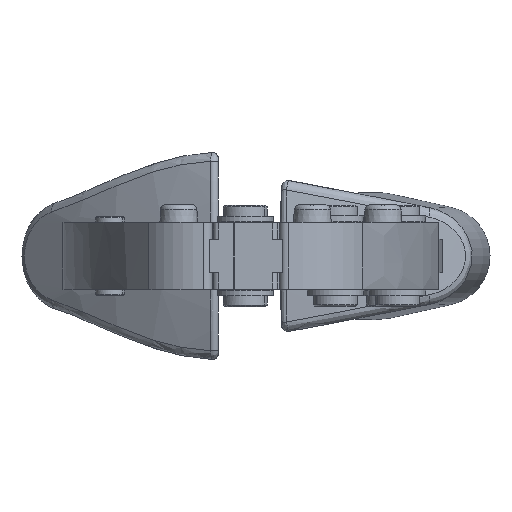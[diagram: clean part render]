
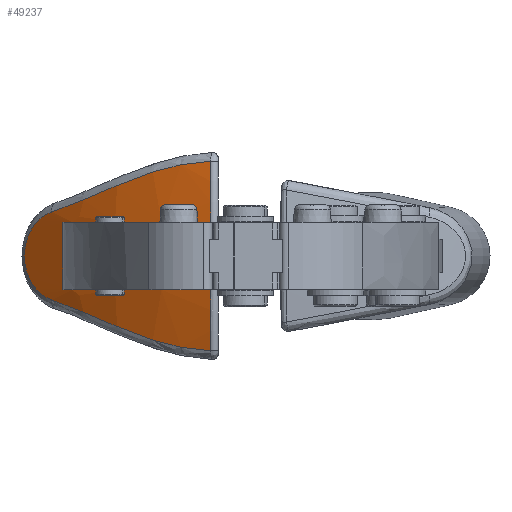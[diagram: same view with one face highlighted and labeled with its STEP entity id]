
A CAD part, left-side view. The second image highlights one B-rep face of the part: STEP entity #49237.
In plain terms, the highlighted spherical face has radius 86.8 mm.
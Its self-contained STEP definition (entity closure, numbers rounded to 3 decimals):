
#9203=AXIS2_PLACEMENT_3D('Circle Axis2P3D',#9201,#9202,$) ;
#13065=AXIS2_PLACEMENT_3D('Circle Axis2P3D',#13063,#13064,$) ;
#49216=AXIS2_PLACEMENT_3D('Sphere Axis2P3D',#49213,#49214,#49215) ;
#3561=CARTESIAN_POINT('Vertex',(79.584,75.415,24.784)) ;
#3652=CARTESIAN_POINT('Vertex',(64.24,50.38,24.784)) ;
#3656=CARTESIAN_POINT('Control Point',(64.24,50.38,24.784)) ;
#3657=CARTESIAN_POINT('Control Point',(66.426,55.862,24.784)) ;
#3658=CARTESIAN_POINT('Control Point',(69.079,61.157,24.784)) ;
#3659=CARTESIAN_POINT('Control Point',(72.178,66.213,24.784)) ;
#3660=CARTESIAN_POINT('Control Point',(75.693,70.98,24.784)) ;
#3661=CARTESIAN_POINT('Control Point',(79.584,75.415,24.784)) ;
#8871=CARTESIAN_POINT('Vertex',(79.584,75.415,12.584)) ;
#8880=CARTESIAN_POINT('Control Point',(79.584,75.415,24.784)) ;
#8881=CARTESIAN_POINT('Control Point',(79.254,75.472,20.727)) ;
#8882=CARTESIAN_POINT('Control Point',(79.254,75.472,16.642)) ;
#8883=CARTESIAN_POINT('Control Point',(79.584,75.415,12.584)) ;
#9198=CARTESIAN_POINT('Vertex',(65.85,50.401,35.777)) ;
#9201=CARTESIAN_POINT('Axis2P3D Location',(144.226,51.441,18.684)) ;
#13033=CARTESIAN_POINT('Vertex',(65.85,50.401,1.592)) ;
#13060=CARTESIAN_POINT('Vertex',(64.24,50.38,12.584)) ;
#13063=CARTESIAN_POINT('Axis2P3D Location',(144.226,51.441,18.684)) ;
#33775=CARTESIAN_POINT('Control Point',(65.85,50.401,1.592)) ;
#33776=CARTESIAN_POINT('Control Point',(67.143,53.63,1.692)) ;
#33777=CARTESIAN_POINT('Control Point',(68.507,56.782,2.204)) ;
#33778=CARTESIAN_POINT('Control Point',(69.931,59.814,3.067)) ;
#33779=CARTESIAN_POINT('Control Point',(73.013,65.726,5.189)) ;
#33780=CARTESIAN_POINT('Control Point',(76.623,71.232,7.632)) ;
#33781=CARTESIAN_POINT('Control Point',(78.62,73.932,8.83)) ;
#33782=CARTESIAN_POINT('Control Point',(80.817,76.56,9.906)) ;
#33783=CARTESIAN_POINT('Control Point',(83.226,79.105,10.756)) ;
#33784=CARTESIAN_POINT('Vertex',(83.226,79.105,10.756)) ;
#33946=CARTESIAN_POINT('Vertex',(83.226,79.105,26.613)) ;
#33950=CARTESIAN_POINT('Control Point',(83.226,79.105,10.756)) ;
#33951=CARTESIAN_POINT('Control Point',(83.994,79.916,11.02)) ;
#33952=CARTESIAN_POINT('Control Point',(84.729,80.687,11.448)) ;
#33953=CARTESIAN_POINT('Control Point',(85.398,81.384,12.02)) ;
#33954=CARTESIAN_POINT('Control Point',(86.532,82.56,13.338)) ;
#33955=CARTESIAN_POINT('Control Point',(87.307,83.357,14.947)) ;
#33956=CARTESIAN_POINT('Control Point',(87.593,83.649,15.776)) ;
#33957=CARTESIAN_POINT('Control Point',(87.84,83.901,16.863)) ;
#33958=CARTESIAN_POINT('Control Point',(87.937,83.999,17.97)) ;
#33959=CARTESIAN_POINT('Control Point',(87.95,84.014,18.208)) ;
#33960=CARTESIAN_POINT('Control Point',(87.957,84.021,18.446)) ;
#33961=CARTESIAN_POINT('Control Point',(87.957,84.021,18.684)) ;
#33962=CARTESIAN_POINT('Vertex',(87.957,84.021,18.684)) ;
#33966=CARTESIAN_POINT('Control Point',(87.957,84.021,18.684)) ;
#33967=CARTESIAN_POINT('Control Point',(87.957,84.021,19.32)) ;
#33968=CARTESIAN_POINT('Control Point',(87.908,83.971,19.955)) ;
#33969=CARTESIAN_POINT('Control Point',(87.81,83.87,20.585)) ;
#33970=CARTESIAN_POINT('Control Point',(87.339,83.39,22.562)) ;
#33971=CARTESIAN_POINT('Control Point',(86.374,82.399,24.354)) ;
#33972=CARTESIAN_POINT('Control Point',(85.483,81.477,25.432)) ;
#33973=CARTESIAN_POINT('Control Point',(84.392,80.336,26.212)) ;
#33974=CARTESIAN_POINT('Control Point',(83.226,79.105,26.613)) ;
#34069=CARTESIAN_POINT('Control Point',(65.85,50.401,35.777)) ;
#34070=CARTESIAN_POINT('Control Point',(67.117,53.566,35.679)) ;
#34071=CARTESIAN_POINT('Control Point',(68.453,56.658,35.185)) ;
#34072=CARTESIAN_POINT('Control Point',(69.847,59.635,34.353)) ;
#34073=CARTESIAN_POINT('Control Point',(72.917,65.56,32.254)) ;
#34074=CARTESIAN_POINT('Control Point',(76.508,71.076,29.806)) ;
#34075=CARTESIAN_POINT('Control Point',(78.535,73.83,28.581)) ;
#34076=CARTESIAN_POINT('Control Point',(80.77,76.511,27.479)) ;
#34077=CARTESIAN_POINT('Control Point',(83.226,79.105,26.613)) ;
#49213=CARTESIAN_POINT('Axis2P3D Location',(144.666,18.306,18.684)) ;
#49219=CARTESIAN_POINT('Control Point',(64.24,50.38,12.584)) ;
#49220=CARTESIAN_POINT('Control Point',(66.429,55.868,12.584)) ;
#49221=CARTESIAN_POINT('Control Point',(69.087,61.169,12.584)) ;
#49222=CARTESIAN_POINT('Control Point',(72.174,66.206,12.585)) ;
#49223=CARTESIAN_POINT('Control Point',(75.691,70.978,12.584)) ;
#49224=CARTESIAN_POINT('Control Point',(79.584,75.415,12.584)) ;
#9202=DIRECTION('Axis2P3D Direction',(-0.013,1.,0.)) ;
#13064=DIRECTION('Axis2P3D Direction',(-0.013,1.,0.)) ;
#49214=DIRECTION('Axis2P3D Direction',(0.,-1.,0.)) ;
#49215=DIRECTION('Axis2P3D XDirection',(-0.94,0.,0.342)) ;
#49227=ORIENTED_EDGE('',*,*,#9205,.T.) ;
#49228=ORIENTED_EDGE('',*,*,#34078,.T.) ;
#49229=ORIENTED_EDGE('',*,*,#33975,.T.) ;
#49230=ORIENTED_EDGE('',*,*,#33964,.T.) ;
#49231=ORIENTED_EDGE('',*,*,#33786,.T.) ;
#49232=ORIENTED_EDGE('',*,*,#13067,.T.) ;
#49233=ORIENTED_EDGE('',*,*,#49225,.T.) ;
#49234=ORIENTED_EDGE('',*,*,#8884,.F.) ;
#49235=ORIENTED_EDGE('',*,*,#3662,.F.) ;
#49237=ADVANCED_FACE('Hauptk\X2\00F6\X0\rper',(#49236),#49217,.T.) ;
#3655=B_SPLINE_CURVE_WITH_KNOTS('',5,(#3656,#3657,#3658,#3659,#3660,#3661),.UNSPECIFIED.,.F.,.U.,(6,6),(0.,41.745),.UNSPECIFIED.) ;
#8879=B_SPLINE_CURVE_WITH_KNOTS('',3,(#8880,#8881,#8882,#8883),.UNSPECIFIED.,.F.,.U.,(4,4),(0.,17.282),.UNSPECIFIED.) ;
#33774=B_SPLINE_CURVE_WITH_KNOTS('',5,(#33775,#33776,#33777,#33778,#33779,#33780,#33781,#33782,#33783),.UNSPECIFIED.,.F.,.U.,(6,3,6),(12.602,29.919,47.669),.UNSPECIFIED.) ;
#33949=B_SPLINE_CURVE_WITH_KNOTS('',5,(#33950,#33951,#33952,#33953,#33954,#33955,#33956,#33957,#33958,#33959,#33960,#33961),.UNSPECIFIED.,.F.,.U.,(6,3,3,6),(25.579,31.479,37.085,38.616),.UNSPECIFIED.) ;
#33965=B_SPLINE_CURVE_WITH_KNOTS('',5,(#33966,#33967,#33968,#33969,#33970,#33971,#33972,#33973,#33974),.UNSPECIFIED.,.F.,.U.,(6,3,6),(38.616,42.7,51.655),.UNSPECIFIED.) ;
#34068=B_SPLINE_CURVE_WITH_KNOTS('',5,(#34069,#34070,#34071,#34072,#34073,#34074,#34075,#34076,#34077),.UNSPECIFIED.,.F.,.U.,(6,3,6),(12.602,29.576,47.668),.UNSPECIFIED.) ;
#49218=B_SPLINE_CURVE_WITH_KNOTS('',5,(#49219,#49220,#49221,#49222,#49223,#49224),.UNSPECIFIED.,.F.,.U.,(6,6),(0.,41.795),.UNSPECIFIED.) ;
#9204=CIRCLE('generated circle',#9203,80.225) ;
#13066=CIRCLE('generated circle',#13065,80.225) ;
#3662=EDGE_CURVE('',#3653,#3562,#3655,.T.) ;
#8884=EDGE_CURVE('',#3562,#8872,#8879,.T.) ;
#9205=EDGE_CURVE('',#3653,#9199,#9204,.T.) ;
#13067=EDGE_CURVE('',#13034,#13061,#13066,.T.) ;
#33786=EDGE_CURVE('',#33785,#13034,#33774,.F.) ;
#33964=EDGE_CURVE('',#33963,#33785,#33949,.F.) ;
#33975=EDGE_CURVE('',#33947,#33963,#33965,.F.) ;
#34078=EDGE_CURVE('',#9199,#33947,#34068,.T.) ;
#49225=EDGE_CURVE('',#13061,#8872,#49218,.T.) ;
#49226=EDGE_LOOP('',(#49227,#49228,#49229,#49230,#49231,#49232,#49233,#49234,#49235)) ;
#49236=FACE_OUTER_BOUND('',#49226,.T.) ;
#49217=SPHERICAL_SURFACE('',#49216,86.8) ;
#3562=VERTEX_POINT('',#3561) ;
#3653=VERTEX_POINT('',#3652) ;
#8872=VERTEX_POINT('',#8871) ;
#9199=VERTEX_POINT('',#9198) ;
#13034=VERTEX_POINT('',#13033) ;
#13061=VERTEX_POINT('',#13060) ;
#33785=VERTEX_POINT('',#33784) ;
#33947=VERTEX_POINT('',#33946) ;
#33963=VERTEX_POINT('',#33962) ;
